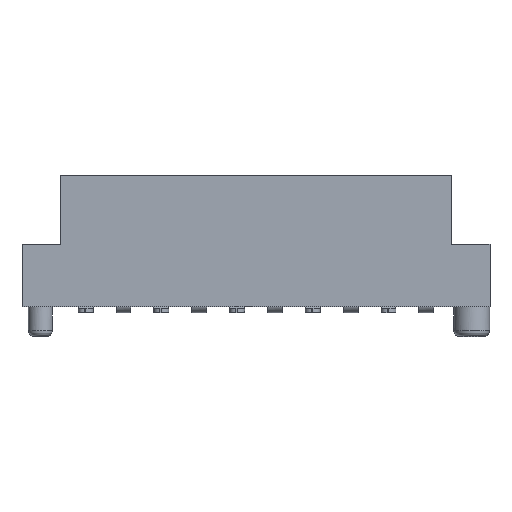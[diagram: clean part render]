
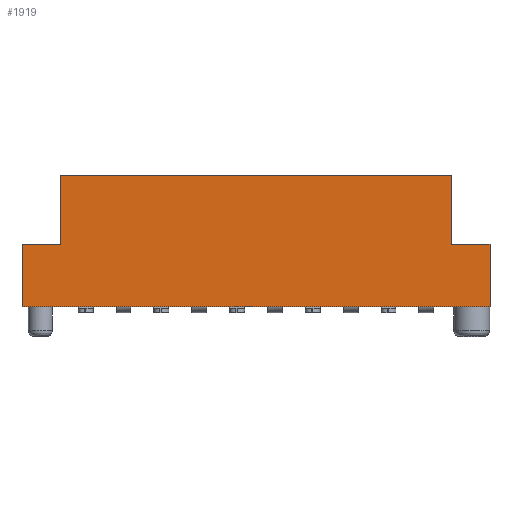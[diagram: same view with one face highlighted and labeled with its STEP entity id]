
A CAD part, top view. The second image highlights one B-rep face of the part: STEP entity #1919.
In plain terms, the highlighted planar face has unit normal (0, 0, 1).
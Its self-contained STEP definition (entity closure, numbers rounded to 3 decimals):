
#707=CARTESIAN_POINT('',(-0.029,0.65,-0.65));
#708=VERTEX_POINT('',#707);
#718=CARTESIAN_POINT('',(-0.029,2.75,-0.65));
#719=VERTEX_POINT('',#718);
#720=CARTESIAN_POINT('',(-0.029,0.65,-0.65));
#721=CARTESIAN_POINT('',(-0.029,1.07,-0.65));
#722=CARTESIAN_POINT('',(-0.029,1.49,-0.65));
#723=CARTESIAN_POINT('',(-0.029,1.91,-0.65));
#724=CARTESIAN_POINT('',(-0.029,2.33,-0.65));
#725=CARTESIAN_POINT('',(-0.029,2.75,-0.65));
#726=B_SPLINE_CURVE_WITH_KNOTS('',5,(#720,#721,#722,#723,#724,#725),.UNSPECIFIED.,.F.,.U.,(6,6),(0.,2.1),.UNSPECIFIED.);
#727=EDGE_CURVE('',#708,#719,#726,.T.);
#749=CARTESIAN_POINT('',(1.271,2.75,-0.65));
#750=VERTEX_POINT('',#749);
#751=CARTESIAN_POINT('',(-0.029,2.75,-0.65));
#752=CARTESIAN_POINT('',(0.231,2.75,-0.65));
#753=CARTESIAN_POINT('',(0.491,2.75,-0.65));
#754=CARTESIAN_POINT('',(0.751,2.75,-0.65));
#755=CARTESIAN_POINT('',(1.011,2.75,-0.65));
#756=CARTESIAN_POINT('',(1.271,2.75,-0.65));
#757=B_SPLINE_CURVE_WITH_KNOTS('',5,(#751,#752,#753,#754,#755,#756),.UNSPECIFIED.,.F.,.U.,(6,6),(0.,1.3),.UNSPECIFIED.);
#758=EDGE_CURVE('',#719,#750,#757,.T.);
#777=CARTESIAN_POINT('',(1.271,5.05,-0.65));
#778=VERTEX_POINT('',#777);
#779=CARTESIAN_POINT('',(1.271,2.75,-0.65));
#780=CARTESIAN_POINT('',(1.271,3.21,-0.65));
#781=CARTESIAN_POINT('',(1.271,3.67,-0.65));
#782=CARTESIAN_POINT('',(1.271,4.13,-0.65));
#783=CARTESIAN_POINT('',(1.271,4.59,-0.65));
#784=CARTESIAN_POINT('',(1.271,5.05,-0.65));
#785=B_SPLINE_CURVE_WITH_KNOTS('',5,(#779,#780,#781,#782,#783,#784),.UNSPECIFIED.,.F.,.U.,(6,6),(0.,2.3),.UNSPECIFIED.);
#786=EDGE_CURVE('',#750,#778,#785,.T.);
#808=CARTESIAN_POINT('',(14.371,5.05,-0.65));
#809=VERTEX_POINT('',#808);
#810=CARTESIAN_POINT('',(1.271,5.05,-0.65));
#811=CARTESIAN_POINT('',(3.891,5.05,-0.65));
#812=CARTESIAN_POINT('',(6.511,5.05,-0.65));
#813=CARTESIAN_POINT('',(9.131,5.05,-0.65));
#814=CARTESIAN_POINT('',(11.751,5.05,-0.65));
#815=CARTESIAN_POINT('',(14.371,5.05,-0.65));
#816=B_SPLINE_CURVE_WITH_KNOTS('',5,(#810,#811,#812,#813,#814,#815),.UNSPECIFIED.,.F.,.U.,(6,6),(0.,13.1),.UNSPECIFIED.);
#817=EDGE_CURVE('',#778,#809,#816,.T.);
#1299=CARTESIAN_POINT('',(14.371,2.75,-0.65));
#1300=VERTEX_POINT('',#1299);
#1301=CARTESIAN_POINT('',(14.371,5.05,-0.65));
#1302=CARTESIAN_POINT('',(14.371,4.59,-0.65));
#1303=CARTESIAN_POINT('',(14.371,4.13,-0.65));
#1304=CARTESIAN_POINT('',(14.371,3.67,-0.65));
#1305=CARTESIAN_POINT('',(14.371,3.21,-0.65));
#1306=CARTESIAN_POINT('',(14.371,2.75,-0.65));
#1307=B_SPLINE_CURVE_WITH_KNOTS('',5,(#1301,#1302,#1303,#1304,#1305,#1306),.UNSPECIFIED.,.F.,.U.,(6,6),(0.,2.3),.UNSPECIFIED.);
#1308=EDGE_CURVE('',#809,#1300,#1307,.T.);
#1328=CARTESIAN_POINT('',(15.671,2.75,-0.65));
#1329=VERTEX_POINT('',#1328);
#1330=CARTESIAN_POINT('',(14.371,2.75,-0.65));
#1331=CARTESIAN_POINT('',(14.631,2.75,-0.65));
#1332=CARTESIAN_POINT('',(14.891,2.75,-0.65));
#1333=CARTESIAN_POINT('',(15.151,2.75,-0.65));
#1334=CARTESIAN_POINT('',(15.411,2.75,-0.65));
#1335=CARTESIAN_POINT('',(15.671,2.75,-0.65));
#1336=B_SPLINE_CURVE_WITH_KNOTS('',5,(#1330,#1331,#1332,#1333,#1334,#1335),.UNSPECIFIED.,.F.,.U.,(6,6),(0.,1.3),.UNSPECIFIED.);
#1337=EDGE_CURVE('',#1300,#1329,#1336,.T.);
#1358=CARTESIAN_POINT('',(15.671,0.65,-0.65));
#1359=VERTEX_POINT('',#1358);
#1360=CARTESIAN_POINT('',(15.671,2.75,-0.65));
#1361=CARTESIAN_POINT('',(15.671,2.33,-0.65));
#1362=CARTESIAN_POINT('',(15.671,1.91,-0.65));
#1363=CARTESIAN_POINT('',(15.671,1.49,-0.65));
#1364=CARTESIAN_POINT('',(15.671,1.07,-0.65));
#1365=CARTESIAN_POINT('',(15.671,0.65,-0.65));
#1366=B_SPLINE_CURVE_WITH_KNOTS('',5,(#1360,#1361,#1362,#1363,#1364,#1365),.UNSPECIFIED.,.F.,.U.,(6,6),(0.,2.1),.UNSPECIFIED.);
#1367=EDGE_CURVE('',#1329,#1359,#1366,.T.);
#1390=CARTESIAN_POINT('',(15.671,0.65,-0.65));
#1391=CARTESIAN_POINT('',(12.531,0.65,-0.65));
#1392=CARTESIAN_POINT('',(9.391,0.65,-0.65));
#1393=CARTESIAN_POINT('',(6.251,0.65,-0.65));
#1394=CARTESIAN_POINT('',(3.111,0.65,-0.65));
#1395=CARTESIAN_POINT('',(-0.029,0.65,-0.65));
#1396=B_SPLINE_CURVE_WITH_KNOTS('',5,(#1390,#1391,#1392,#1393,#1394,#1395),.UNSPECIFIED.,.F.,.U.,(6,6),(0.,15.7),.UNSPECIFIED.);
#1397=EDGE_CURVE('',#1359,#708,#1396,.T.);
#1904=CARTESIAN_POINT('',(7.821,2.85,-0.65));
#1905=DIRECTION('',(1.,0.,0.));
#1906=DIRECTION('',(0.,0.,1.));
#1907=AXIS2_PLACEMENT_3D('',#1904,#1906,#1905);
#1908=PLANE('',#1907);
#1909=ORIENTED_EDGE('',*,*,#817,.F.);
#1910=ORIENTED_EDGE('',*,*,#786,.F.);
#1911=ORIENTED_EDGE('',*,*,#758,.F.);
#1912=ORIENTED_EDGE('',*,*,#727,.F.);
#1913=ORIENTED_EDGE('',*,*,#1397,.F.);
#1914=ORIENTED_EDGE('',*,*,#1367,.F.);
#1915=ORIENTED_EDGE('',*,*,#1337,.F.);
#1916=ORIENTED_EDGE('',*,*,#1308,.F.);
#1917=EDGE_LOOP('',(#1909,#1910,#1911,#1912,#1913,#1914,#1915,#1916));
#1918=FACE_OUTER_BOUND('',#1917,.T.);
#1919=ADVANCED_FACE('',(#1918),#1908,.T.);
